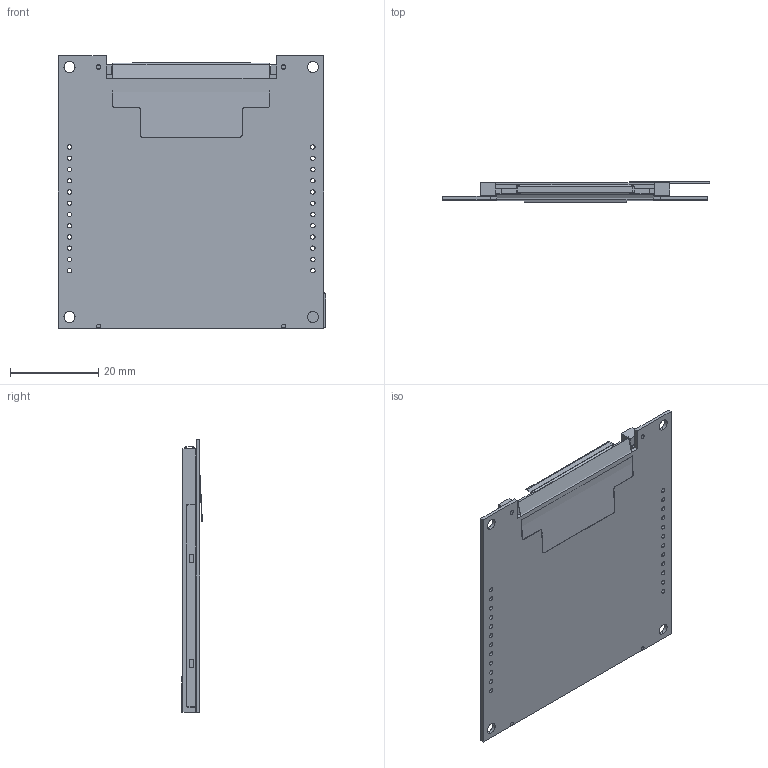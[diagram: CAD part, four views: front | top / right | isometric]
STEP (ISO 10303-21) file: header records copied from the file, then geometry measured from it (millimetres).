
FILE_DESCRIPTION((''),'2;1');
FILE_NAME('AF56F_ASM','2013-06-15T',('user31'),(''),'PRO/ENGINEER BY PARAMETRIC TECHNOLOGY CORPORATION, 2010100','PRO/ENGINEER BY PARAMETRIC TECHNOLOGY CORPORATION, 2010100','');
FILE_SCHEMA(('CONFIG_CONTROL_DESIGN'));
Length unit declared in the file: millimetre
Products named in the file (7): AG56F-BL; AG56F-LCD; AG56F-BEZEL; AG56F-PCB; AG56F-FPC; 2; AF56F_ASM
Assembly tree (6 placements, depth 2):
  AF56F_ASM
    AG56F-BL
    AG56F-LCD
    AG56F-BEZEL
    AG56F-PCB
    AG56F-FPC
    2
Bounding box: 60.36 x 4.69 x 61.5 mm (x, y, z)
Volume: 6391.6 mm3; surface area: 19100.9 mm2
Topology: 6 solids, 6 shells, 222 faces, 618 edges, 408 vertices
Faces by surface type: plane 128, cylinder 94
Entity records: 7470 total; most frequent: CARTESIAN_POINT 1345, DIRECTION 1242, ORIENTED_EDGE 1236, EDGE_CURVE 618, VECTOR 424, LINE 424, AXIS2_PLACEMENT_3D 409, VERTEX_POINT 408
